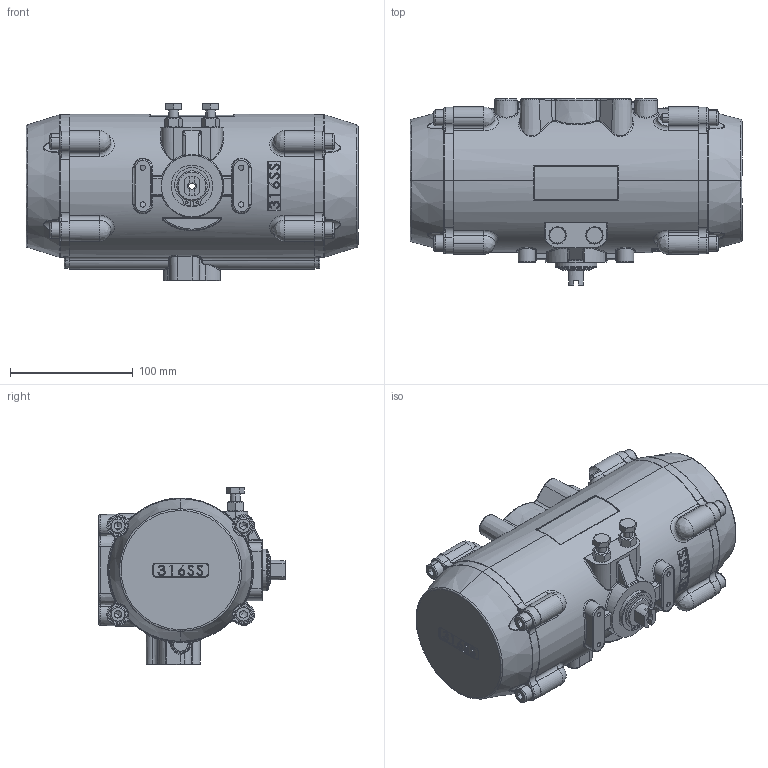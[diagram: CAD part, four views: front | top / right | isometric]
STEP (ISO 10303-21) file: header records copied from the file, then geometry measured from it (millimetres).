
FILE_DESCRIPTION (( 'STEP AP214' ), '1' );
FILE_NAME ('S2-105.step', '2019-10-30T11:32:03', ( '' ), ( '' ), 'SwSTEP 2.0', 'SolidWorks 2019', '' );
FILE_SCHEMA (( 'AUTOMOTIVE_DESIGN' ));
Length unit declared in the file: inch
Products named in the file (2): S2-105
Bounding box: 270 x 151.5 x 144.3 mm (x, y, z)
Surface area: 168595.5 mm2 (no closed solid volume)
Topology: 0 solids, 23 shells, 1334 faces, 3635 edges, 2214 vertices
Faces by surface type: bspline 669, cylinder 332, plane 260, cone 73
Entity records: 107597 total; most frequent: CARTESIAN_POINT 61942, ORIENTED_EDGE 6503, DIRECTION 4670, EDGE_CURVE 3596, VERTEX_POINT 2214, AXIS2_PLACEMENT_3D 1785, EDGE_LOOP 1428, DIMENSIONAL_EXPONENTS 1336
